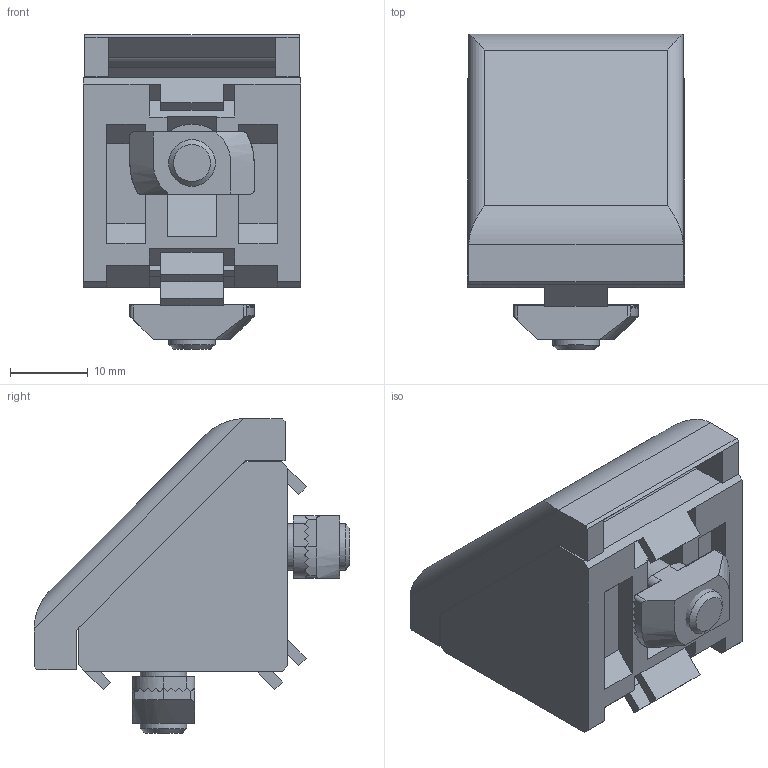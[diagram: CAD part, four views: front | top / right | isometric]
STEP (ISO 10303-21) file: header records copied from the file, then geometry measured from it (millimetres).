
FILE_DESCRIPTION(/* description */ (''),/* implementation_level */ '2;1');
FILE_NAME(/* name */ '1025370.stp',/* time_stamp */ '2024-07-24T16:26:26+02:00',/* author */ ('Bo'),/* organization */ (''),/* preprocessor_version */ 'ST-DEVELOPER v20',/* originating_system */ 'Autodesk Inventor 2025',/* authorisation */ ' ');
FILE_SCHEMA (('AUTOMOTIVE_DESIGN { 1 0 10303 214 3 1 1 }'));
Length unit declared in the file: millimetre
Products named in the file (7): 1025370; 1025370-1; 1025370-2; 1025370-3; 1025370-4; 1025370-5; 1025370-6
Assembly tree (6 placements, depth 2):
  1025370
    1025370-1
    1025370-2
    1025370-3
    1025370-4
    1025370-5
    1025370-6
Bounding box: 28 x 40.67 x 40.53 mm (x, y, z)
Volume: 14641.6 mm3; surface area: 11096.4 mm2
Topology: 6 solids, 6 shells, 327 faces, 896 edges, 588 vertices
Faces by surface type: plane 238, cylinder 77, bspline 4, torus 4, cone 4
Full cylindrical faces by diameter (mm): 4.917 x2, 6 x2, 10 x2
Entity records: 11139 total; most frequent: CARTESIAN_POINT 2526, ORIENTED_EDGE 1788, DIRECTION 1678, EDGE_CURVE 894, LINE 638, VECTOR 638, VERTEX_POINT 588, AXIS2_PLACEMENT_3D 520
